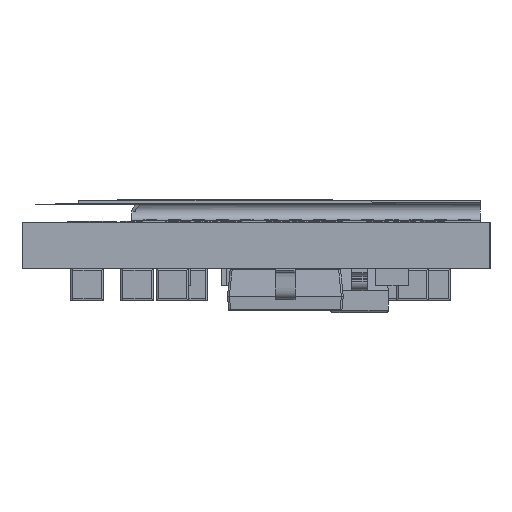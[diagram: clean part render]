
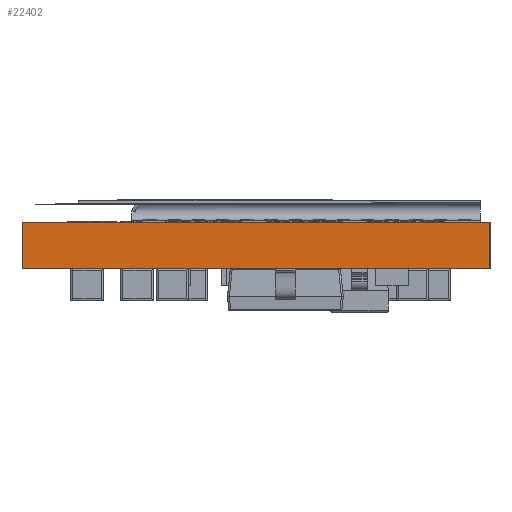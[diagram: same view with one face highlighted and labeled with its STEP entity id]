
A CAD part, left-side view. The second image highlights one B-rep face of the part: STEP entity #22402.
In plain terms, the highlighted planar face has unit normal (-1, 0, 0).
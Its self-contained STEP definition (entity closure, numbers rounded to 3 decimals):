
#937=FACE_OUTER_BOUND('',#2240,.T.);
#2240=EDGE_LOOP('',(#14773,#14774,#14775,#14776));
#3512=LINE('',#29983,#6206);
#4023=LINE('',#31805,#6717);
#4082=LINE('',#32110,#6776);
#4083=LINE('',#32111,#6777);
#6206=VECTOR('',#24890,1000.);
#6717=VECTOR('',#25511,1000.);
#6776=VECTOR('',#25580,1000.);
#6777=VECTOR('',#25581,1000.);
#8900=VERTEX_POINT('',#29981);
#8901=VERTEX_POINT('',#29982);
#9447=VERTEX_POINT('',#31803);
#9448=VERTEX_POINT('',#31804);
#10958=EDGE_CURVE('',#8900,#8901,#3512,.T.);
#11549=EDGE_CURVE('',#9447,#9448,#4023,.T.);
#11626=EDGE_CURVE('',#9447,#8900,#4082,.T.);
#11627=EDGE_CURVE('',#9448,#8901,#4083,.T.);
#14773=ORIENTED_EDGE('',*,*,#10958,.F.);
#14774=ORIENTED_EDGE('',*,*,#11626,.F.);
#14775=ORIENTED_EDGE('',*,*,#11549,.T.);
#14776=ORIENTED_EDGE('',*,*,#11627,.T.);
#20304=PLANE('',#23746);
#22402=ADVANCED_FACE('',(#937),#20304,.T.);
#23746=AXIS2_PLACEMENT_3D('',#32109,#25578,#25579);
#24890=DIRECTION('',(0.,1.,0.));
#25511=DIRECTION('',(0.,1.,0.));
#25578=DIRECTION('center_axis',(-1.,0.,0.));
#25579=DIRECTION('ref_axis',(0.,0.,1.));
#25580=DIRECTION('',(0.,0.,-1.));
#25581=DIRECTION('',(0.,0.,-1.));
#29981=CARTESIAN_POINT('',(-18.974,-6.058,0.));
#29982=CARTESIAN_POINT('',(-18.974,6.058,0.));
#29983=CARTESIAN_POINT('',(-18.974,-6.058,0.));
#31803=CARTESIAN_POINT('',(-18.974,-6.058,1.194));
#31804=CARTESIAN_POINT('',(-18.974,6.058,1.194));
#31805=CARTESIAN_POINT('',(-18.974,-6.058,1.194));
#32109=CARTESIAN_POINT('Origin',(-18.974,-6.058,1.194));
#32110=CARTESIAN_POINT('',(-18.974,-6.058,1.194));
#32111=CARTESIAN_POINT('',(-18.974,6.058,1.194));
